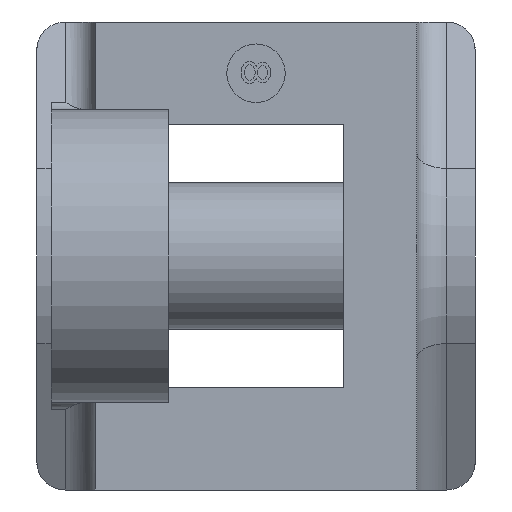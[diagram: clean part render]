
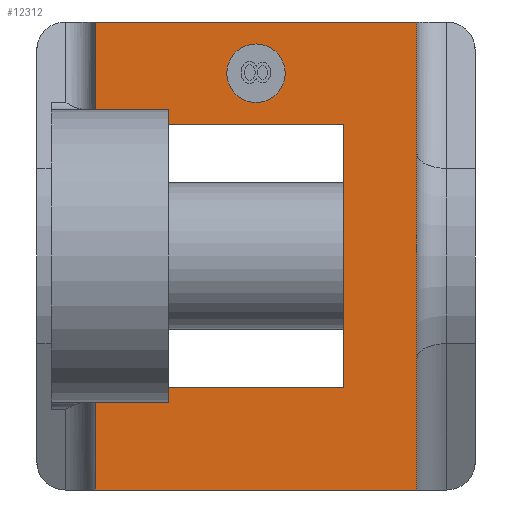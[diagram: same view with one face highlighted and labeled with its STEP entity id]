
A CAD part, front view. The second image highlights one B-rep face of the part: STEP entity #12312.
In plain terms, the highlighted planar face has unit normal (0, -1, 0).
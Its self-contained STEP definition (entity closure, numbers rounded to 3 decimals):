
#359=DIRECTION('',(0.,0.,-1.));
#360=VECTOR('',#359,16.);
#361=CARTESIAN_POINT('',(5.5,-6.25,8.));
#362=LINE('',#361,#360);
#363=DIRECTION('',(0.,0.,-1.));
#364=VECTOR('',#363,3.);
#365=CARTESIAN_POINT('',(-5.5,-6.25,-5.));
#366=LINE('',#365,#364);
#367=DIRECTION('',(-1.,0.,0.));
#368=VECTOR('',#367,2.5);
#369=CARTESIAN_POINT('',(-3.,-6.25,-5.));
#370=LINE('',#369,#368);
#371=DIRECTION('',(0.,0.,-1.));
#372=VECTOR('',#371,0.5);
#373=CARTESIAN_POINT('',(-3.,-6.25,-4.5));
#374=LINE('',#373,#372);
#375=DIRECTION('',(1.,0.,0.));
#376=VECTOR('',#375,6.);
#377=CARTESIAN_POINT('',(-3.,-6.25,-4.5));
#378=LINE('',#377,#376);
#379=DIRECTION('',(0.,0.,-1.));
#380=VECTOR('',#379,9.);
#381=CARTESIAN_POINT('',(3.,-6.25,4.5));
#382=LINE('',#381,#380);
#383=DIRECTION('',(1.,0.,0.));
#384=VECTOR('',#383,6.);
#385=CARTESIAN_POINT('',(-3.,-6.25,4.5));
#386=LINE('',#385,#384);
#387=DIRECTION('',(0.,0.,-1.));
#388=VECTOR('',#387,0.5);
#389=CARTESIAN_POINT('',(-3.,-6.25,5.));
#390=LINE('',#389,#388);
#391=DIRECTION('',(1.,0.,0.));
#392=VECTOR('',#391,2.5);
#393=CARTESIAN_POINT('',(-5.5,-6.25,5.));
#394=LINE('',#393,#392);
#395=DIRECTION('',(0.,0.,-1.));
#396=VECTOR('',#395,3.);
#397=CARTESIAN_POINT('',(-5.5,-6.25,8.));
#398=LINE('',#397,#396);
#399=DIRECTION('',(1.,0.,0.));
#400=VECTOR('',#399,11.);
#401=CARTESIAN_POINT('',(-5.5,-6.25,8.));
#402=LINE('',#401,#400);
#403=CARTESIAN_POINT('',(0.,-6.25,6.25));
#404=DIRECTION('',(0.,-1.,0.));
#405=DIRECTION('',(0.,0.,-1.));
#406=AXIS2_PLACEMENT_3D('',#403,#404,#405);
#408=CARTESIAN_POINT('',(0.,-6.25,6.25));
#409=DIRECTION('',(0.,-1.,0.));
#410=DIRECTION('',(0.,0.,1.));
#411=AXIS2_PLACEMENT_3D('',#408,#409,#410);
#951=DIRECTION('',(1.,0.,0.));
#952=VECTOR('',#951,11.);
#953=CARTESIAN_POINT('',(-5.5,-6.25,-8.));
#954=LINE('',#953,#952);
#9244=CARTESIAN_POINT('',(-3.,-6.25,5.));
#9245=CARTESIAN_POINT('',(-3.,-6.25,4.5));
#9246=VERTEX_POINT('',#9244);
#9247=VERTEX_POINT('',#9245);
#9256=CARTESIAN_POINT('',(3.,-6.25,4.5));
#9257=VERTEX_POINT('',#9256);
#9258=CARTESIAN_POINT('',(3.,-6.25,-4.5));
#9259=VERTEX_POINT('',#9258);
#9260=CARTESIAN_POINT('',(-3.,-6.25,-4.5));
#9261=VERTEX_POINT('',#9260);
#9262=CARTESIAN_POINT('',(-3.,-6.25,-5.));
#9263=VERTEX_POINT('',#9262);
#9280=CARTESIAN_POINT('',(-5.5,-6.25,8.));
#9281=CARTESIAN_POINT('',(-5.5,-6.25,5.));
#9282=VERTEX_POINT('',#9280);
#9283=VERTEX_POINT('',#9281);
#9284=CARTESIAN_POINT('',(-5.5,-6.25,-5.));
#9285=CARTESIAN_POINT('',(-5.5,-6.25,-8.));
#9286=VERTEX_POINT('',#9284);
#9287=VERTEX_POINT('',#9285);
#9288=CARTESIAN_POINT('',(5.5,-6.25,8.));
#9289=CARTESIAN_POINT('',(5.5,-6.25,-8.));
#9290=VERTEX_POINT('',#9288);
#9291=VERTEX_POINT('',#9289);
#11123=CARTESIAN_POINT('',(0.,-6.25,5.25));
#11124=CARTESIAN_POINT('',(0.,-6.25,7.25));
#11125=VERTEX_POINT('',#11123);
#11126=VERTEX_POINT('',#11124);
#12281=CARTESIAN_POINT('',(-7.5,-6.25,8.));
#12282=DIRECTION('',(0.,-1.,0.));
#12283=DIRECTION('',(0.,0.,-1.));
#12284=AXIS2_PLACEMENT_3D('',#12281,#12282,#12283);
#12285=PLANE('',#12284);
#12287=ORIENTED_EDGE('',*,*,#12286,.T.);
#12289=ORIENTED_EDGE('',*,*,#12288,.F.);
#12290=ORIENTED_EDGE('',*,*,#12260,.F.);
#12291=ORIENTED_EDGE('',*,*,#12010,.F.);
#12292=ORIENTED_EDGE('',*,*,#12101,.F.);
#12294=ORIENTED_EDGE('',*,*,#12293,.T.);
#12296=ORIENTED_EDGE('',*,*,#12295,.F.);
#12298=ORIENTED_EDGE('',*,*,#12297,.F.);
#12299=ORIENTED_EDGE('',*,*,#12108,.F.);
#12301=ORIENTED_EDGE('',*,*,#12300,.F.);
#12302=ORIENTED_EDGE('',*,*,#12274,.F.);
#12303=ORIENTED_EDGE('',*,*,#12148,.T.);
#12304=EDGE_LOOP('',(#12287,#12289,#12290,#12291,#12292,#12294,#12296,#12298,
#12299,#12301,#12302,#12303));
#12305=FACE_OUTER_BOUND('',#12304,.F.);
#12307=ORIENTED_EDGE('',*,*,#12306,.T.);
#12309=ORIENTED_EDGE('',*,*,#12308,.T.);
#12310=EDGE_LOOP('',(#12307,#12309));
#12311=FACE_BOUND('',#12310,.F.);
#12312=ADVANCED_FACE('',(#12305,#12311),#12285,.T.);
#407=CIRCLE('',#406,1.);
#412=CIRCLE('',#411,1.);
#12010=EDGE_CURVE('',#9263,#9286,#370,.T.);
#12101=EDGE_CURVE('',#9261,#9263,#374,.T.);
#12108=EDGE_CURVE('',#9246,#9247,#390,.T.);
#12148=EDGE_CURVE('',#9282,#9290,#402,.T.);
#12260=EDGE_CURVE('',#9286,#9287,#366,.T.);
#12274=EDGE_CURVE('',#9282,#9283,#398,.T.);
#12286=EDGE_CURVE('',#9290,#9291,#362,.T.);
#12288=EDGE_CURVE('',#9287,#9291,#954,.T.);
#12293=EDGE_CURVE('',#9261,#9259,#378,.T.);
#12295=EDGE_CURVE('',#9257,#9259,#382,.T.);
#12297=EDGE_CURVE('',#9247,#9257,#386,.T.);
#12300=EDGE_CURVE('',#9283,#9246,#394,.T.);
#12306=EDGE_CURVE('',#11125,#11126,#407,.T.);
#12308=EDGE_CURVE('',#11126,#11125,#412,.T.);
